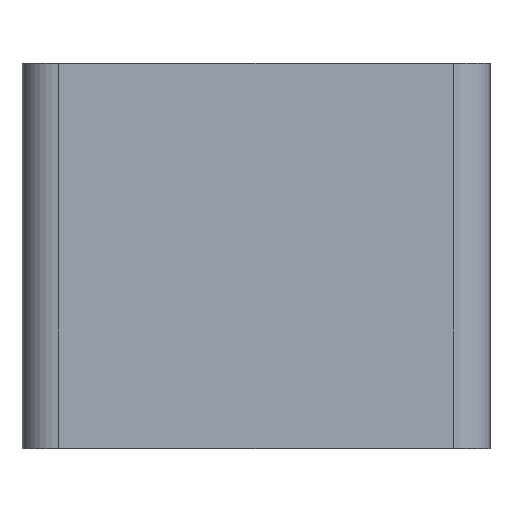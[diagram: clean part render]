
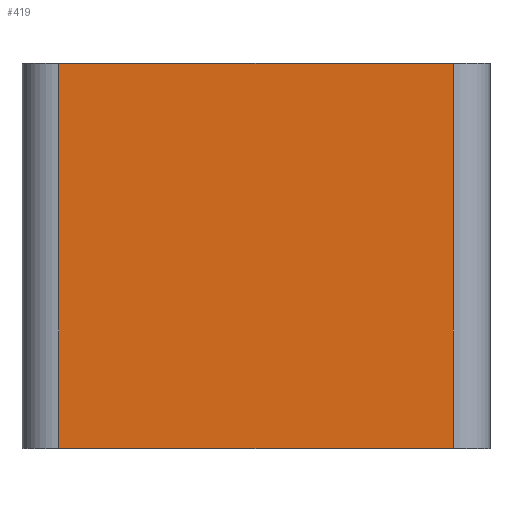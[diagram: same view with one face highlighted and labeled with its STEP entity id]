
A CAD part, top view. The second image highlights one B-rep face of the part: STEP entity #419.
In plain terms, the highlighted planar face has unit normal (0, 0, 1).
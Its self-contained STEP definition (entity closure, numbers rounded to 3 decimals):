
#16=PLANE('',#458);
#37=FACE_OUTER_BOUND('',#59,.T.);
#59=EDGE_LOOP('',(#309,#310,#311,#312));
#79=LINE('',#595,#135);
#81=LINE('',#601,#137);
#89=LINE('',#619,#145);
#90=LINE('',#620,#146);
#135=VECTOR('',#485,10.);
#137=VECTOR('',#491,10.);
#145=VECTOR('',#503,10.);
#146=VECTOR('',#504,10.);
#196=VERTEX_POINT('',#592);
#197=VERTEX_POINT('',#594);
#199=VERTEX_POINT('',#600);
#207=VERTEX_POINT('',#618);
#236=EDGE_CURVE('',#196,#197,#79,.T.);
#239=EDGE_CURVE('',#199,#197,#81,.T.);
#248=EDGE_CURVE('',#196,#207,#89,.T.);
#249=EDGE_CURVE('',#199,#207,#90,.T.);
#309=ORIENTED_EDGE('',*,*,#236,.F.);
#310=ORIENTED_EDGE('',*,*,#248,.T.);
#311=ORIENTED_EDGE('',*,*,#249,.F.);
#312=ORIENTED_EDGE('',*,*,#239,.T.);
#419=ADVANCED_FACE('',(#37),#16,.T.);
#458=AXIS2_PLACEMENT_3D('',#617,#501,#502);
#485=DIRECTION('',(0.,1.,0.));
#491=DIRECTION('',(-1.,0.,0.));
#501=DIRECTION('center_axis',(0.,0.,1.));
#502=DIRECTION('ref_axis',(1.,0.,0.));
#503=DIRECTION('',(1.,0.,0.));
#504=DIRECTION('',(0.,-1.,0.));
#592=CARTESIAN_POINT('',(0.7,0.,3.26));
#594=CARTESIAN_POINT('',(0.7,7.35,3.26));
#595=CARTESIAN_POINT('',(0.7,5.513,3.26));
#600=CARTESIAN_POINT('',(8.24,7.35,3.26));
#601=CARTESIAN_POINT('',(8.94,7.35,3.26));
#617=CARTESIAN_POINT('Origin',(4.47,3.675,3.26));
#618=CARTESIAN_POINT('',(8.24,0.,3.26));
#619=CARTESIAN_POINT('',(0.,0.,3.26));
#620=CARTESIAN_POINT('',(8.24,1.838,3.26));
